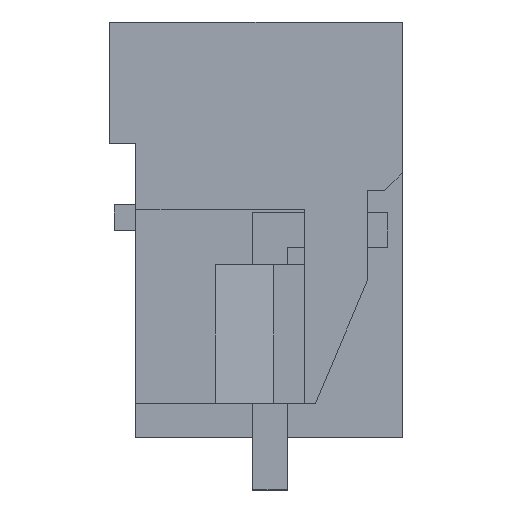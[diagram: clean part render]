
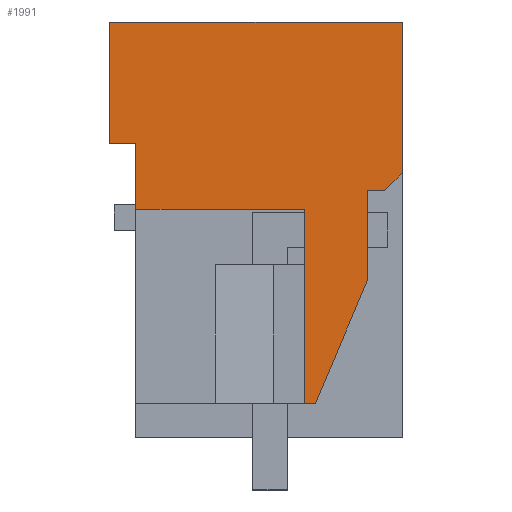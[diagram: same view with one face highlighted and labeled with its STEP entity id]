
A CAD part, left-side view. The second image highlights one B-rep face of the part: STEP entity #1991.
In plain terms, the highlighted planar face has unit normal (-1, 0, 0).
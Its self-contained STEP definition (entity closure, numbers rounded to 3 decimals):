
#1916=AXIS2_PLACEMENT_3D('Plane Axis2P3D',#1913,#1914,#1915) ;
#793=CARTESIAN_POINT('Vertex',(0.,0.,13.5)) ;
#796=CARTESIAN_POINT('Line Origine',(0.,0.,11.323)) ;
#800=CARTESIAN_POINT('Vertex',(0.,0.,9.146)) ;
#1230=CARTESIAN_POINT('Vertex',(0.,7.68,8.1)) ;
#1233=CARTESIAN_POINT('Line Origine',(0.,7.68,9.05)) ;
#1237=CARTESIAN_POINT('Vertex',(0.,7.68,10.)) ;
#1894=CARTESIAN_POINT('Line Origine',(0.,0.25,8.896)) ;
#1898=CARTESIAN_POINT('Vertex',(0.,0.5,8.646)) ;
#1913=CARTESIAN_POINT('Axis2P3D Location',(0.,-1.5,1.5)) ;
#1918=CARTESIAN_POINT('Line Origine',(0.,4.215,13.5)) ;
#1922=CARTESIAN_POINT('Vertex',(0.,8.43,13.5)) ;
#1925=CARTESIAN_POINT('Line Origine',(0.,8.43,11.75)) ;
#1929=CARTESIAN_POINT('Vertex',(0.,8.43,10.)) ;
#1932=CARTESIAN_POINT('Line Origine',(0.,8.055,10.)) ;
#1937=CARTESIAN_POINT('Line Origine',(0.,5.245,8.1)) ;
#1941=CARTESIAN_POINT('Vertex',(0.,2.81,8.1)) ;
#1944=CARTESIAN_POINT('Line Origine',(0.,2.81,5.3)) ;
#1948=CARTESIAN_POINT('Vertex',(0.,2.81,2.5)) ;
#1951=CARTESIAN_POINT('Line Origine',(0.,2.655,2.5)) ;
#1955=CARTESIAN_POINT('Vertex',(0.,2.501,2.5)) ;
#1958=CARTESIAN_POINT('Line Origine',(0.,1.752,4.268)) ;
#1962=CARTESIAN_POINT('Vertex',(0.,1.003,6.035)) ;
#1965=CARTESIAN_POINT('Line Origine',(0.,1.003,7.341)) ;
#1969=CARTESIAN_POINT('Vertex',(0.,1.003,8.646)) ;
#1972=CARTESIAN_POINT('Line Origine',(0.,0.751,8.646)) ;
#797=DIRECTION('Vector Direction',(0.,0.,1.)) ;
#1234=DIRECTION('Vector Direction',(0.,0.,-1.)) ;
#1895=DIRECTION('Vector Direction',(0.,-0.707,0.707)) ;
#1914=DIRECTION('Axis2P3D Direction',(-1.,0.,0.)) ;
#1915=DIRECTION('Axis2P3D XDirection',(0.,0.,1.)) ;
#1919=DIRECTION('Vector Direction',(0.,1.,0.)) ;
#1926=DIRECTION('Vector Direction',(0.,0.,-1.)) ;
#1933=DIRECTION('Vector Direction',(0.,-1.,0.)) ;
#1938=DIRECTION('Vector Direction',(0.,-1.,0.)) ;
#1945=DIRECTION('Vector Direction',(0.,0.,-1.)) ;
#1952=DIRECTION('Vector Direction',(0.,1.,0.)) ;
#1959=DIRECTION('Vector Direction',(0.,0.39,-0.921)) ;
#1966=DIRECTION('Vector Direction',(0.,0.,-1.)) ;
#1973=DIRECTION('Vector Direction',(0.,-1.,0.)) ;
#798=VECTOR('Line Direction',#797,1.) ;
#1235=VECTOR('Line Direction',#1234,1.) ;
#1896=VECTOR('Line Direction',#1895,1.) ;
#1920=VECTOR('Line Direction',#1919,1.) ;
#1927=VECTOR('Line Direction',#1926,1.) ;
#1934=VECTOR('Line Direction',#1933,1.) ;
#1939=VECTOR('Line Direction',#1938,1.) ;
#1946=VECTOR('Line Direction',#1945,1.) ;
#1953=VECTOR('Line Direction',#1952,1.) ;
#1960=VECTOR('Line Direction',#1959,1.) ;
#1967=VECTOR('Line Direction',#1966,1.) ;
#1974=VECTOR('Line Direction',#1973,1.) ;
#1978=ORIENTED_EDGE('',*,*,#802,.T.) ;
#1979=ORIENTED_EDGE('',*,*,#1924,.T.) ;
#1980=ORIENTED_EDGE('',*,*,#1931,.T.) ;
#1981=ORIENTED_EDGE('',*,*,#1936,.T.) ;
#1982=ORIENTED_EDGE('',*,*,#1239,.T.) ;
#1983=ORIENTED_EDGE('',*,*,#1943,.T.) ;
#1984=ORIENTED_EDGE('',*,*,#1950,.T.) ;
#1985=ORIENTED_EDGE('',*,*,#1957,.F.) ;
#1986=ORIENTED_EDGE('',*,*,#1964,.F.) ;
#1987=ORIENTED_EDGE('',*,*,#1971,.F.) ;
#1988=ORIENTED_EDGE('',*,*,#1976,.F.) ;
#1989=ORIENTED_EDGE('',*,*,#1900,.F.) ;
#1991=ADVANCED_FACE('HOUSING',(#1990),#1917,.T.) ;
#802=EDGE_CURVE('',#801,#794,#799,.T.) ;
#1239=EDGE_CURVE('',#1238,#1231,#1236,.T.) ;
#1900=EDGE_CURVE('',#801,#1899,#1897,.F.) ;
#1924=EDGE_CURVE('',#794,#1923,#1921,.T.) ;
#1931=EDGE_CURVE('',#1923,#1930,#1928,.T.) ;
#1936=EDGE_CURVE('',#1930,#1238,#1935,.T.) ;
#1943=EDGE_CURVE('',#1231,#1942,#1940,.T.) ;
#1950=EDGE_CURVE('',#1942,#1949,#1947,.T.) ;
#1957=EDGE_CURVE('',#1956,#1949,#1954,.T.) ;
#1964=EDGE_CURVE('',#1963,#1956,#1961,.T.) ;
#1971=EDGE_CURVE('',#1970,#1963,#1968,.T.) ;
#1976=EDGE_CURVE('',#1899,#1970,#1975,.F.) ;
#1977=EDGE_LOOP('',(#1978,#1979,#1980,#1981,#1982,#1983,#1984,#1985,#1986,#1987,#1988,#1989)) ;
#1990=FACE_OUTER_BOUND('',#1977,.T.) ;
#799=LINE('Line',#796,#798) ;
#1236=LINE('Line',#1233,#1235) ;
#1897=LINE('Line',#1894,#1896) ;
#1921=LINE('Line',#1918,#1920) ;
#1928=LINE('Line',#1925,#1927) ;
#1935=LINE('Line',#1932,#1934) ;
#1940=LINE('Line',#1937,#1939) ;
#1947=LINE('Line',#1944,#1946) ;
#1954=LINE('Line',#1951,#1953) ;
#1961=LINE('Line',#1958,#1960) ;
#1968=LINE('Line',#1965,#1967) ;
#1975=LINE('Line',#1972,#1974) ;
#1917=PLANE('',#1916) ;
#794=VERTEX_POINT('',#793) ;
#801=VERTEX_POINT('',#800) ;
#1231=VERTEX_POINT('',#1230) ;
#1238=VERTEX_POINT('',#1237) ;
#1899=VERTEX_POINT('',#1898) ;
#1923=VERTEX_POINT('',#1922) ;
#1930=VERTEX_POINT('',#1929) ;
#1942=VERTEX_POINT('',#1941) ;
#1949=VERTEX_POINT('',#1948) ;
#1956=VERTEX_POINT('',#1955) ;
#1963=VERTEX_POINT('',#1962) ;
#1970=VERTEX_POINT('',#1969) ;
